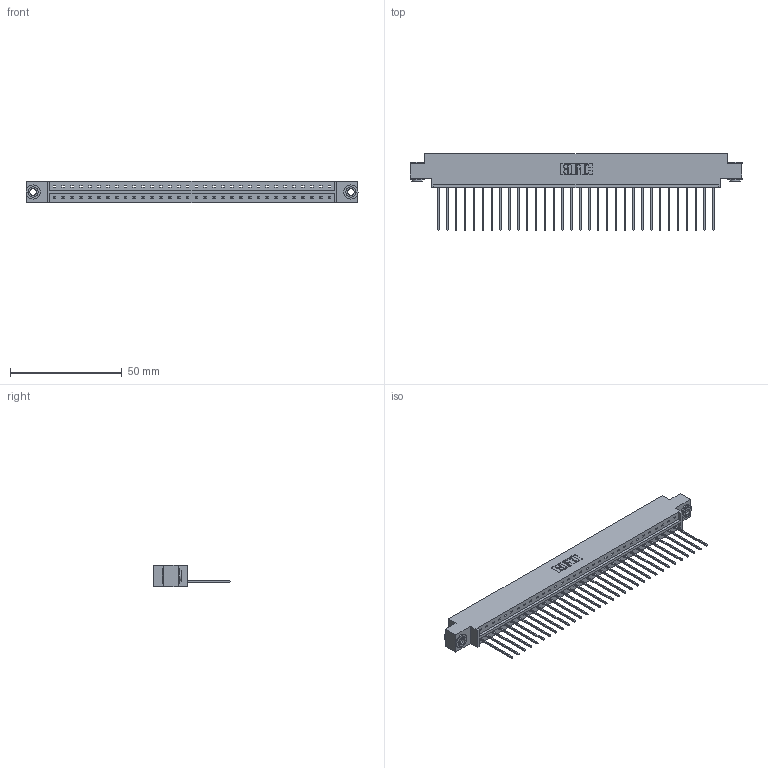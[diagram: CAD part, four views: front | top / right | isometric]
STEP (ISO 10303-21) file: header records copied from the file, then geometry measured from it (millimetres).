
FILE_DESCRIPTION (( 'STEP AP203' ), '1' );
FILE_NAME ('833-032-541-603.STEP', '2020-06-02T18:16:54', ( '' ), ( '' ), 'SwSTEP 2.0', 'SolidWorks 2020', '' );
FILE_SCHEMA (( 'CONFIG_CONTROL_DESIGN' ));
Length unit declared in the file: inch
Products named in the file (4): 833-032-541-603; 833 Part_Offset - .156 Dia - TH; 345-292-001_345-293-141; 345-250-002_345-250-002-102
Assembly tree (35 placements, depth 2):
  833-032-541-603
    833 Part_Offset - .156 Dia - TH
    345-292-001_345-293-141  x32
    345-250-002_345-250-002-102  x2
Bounding box: 148.34 x 34.3 x 9.4 mm (x, y, z)
Volume: 14738 mm3; surface area: 16954.7 mm2
Topology: 35 solids, 35 shells, 2012 faces, 6031 edges, 3974 vertices
Faces by surface type: plane 1428, cylinder 576, cone 8
Entity records: 21656 total; most frequent: CARTESIAN_POINT 3717, ORIENTED_EDGE 3678, DIRECTION 3189, EDGE_CURVE 1839, VECTOR 1687, LINE 1687, VERTEX_POINT 1222, AXIS2_PLACEMENT_3D 751
